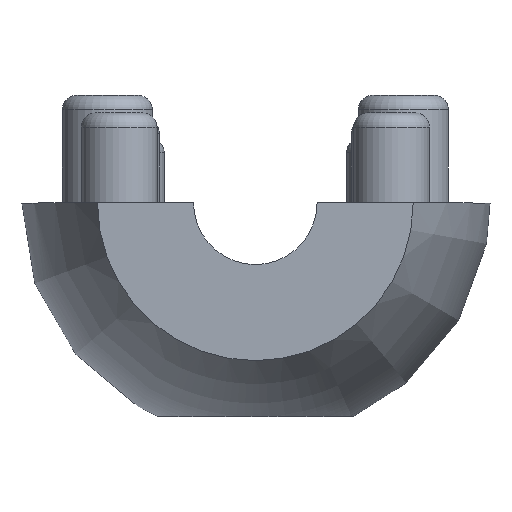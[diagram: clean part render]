
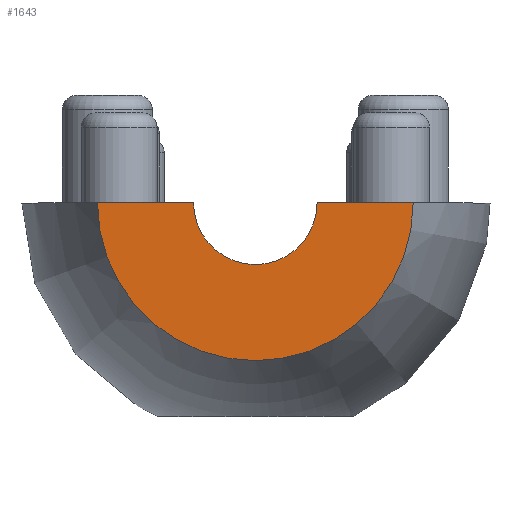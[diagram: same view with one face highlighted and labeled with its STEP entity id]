
A CAD part, top view. The second image highlights one B-rep face of the part: STEP entity #1643.
In plain terms, the highlighted planar face has unit normal (0, 0, 1).
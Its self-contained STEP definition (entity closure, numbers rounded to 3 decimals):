
#43 = PLANE('',#44);
#44 = AXIS2_PLACEMENT_3D('',#45,#46,#47);
#45 = CARTESIAN_POINT('',(0.,0.,0.));
#46 = DIRECTION('',(0.,-1.,0.));
#47 = DIRECTION('',(1.,0.,0.));
#71 = SURFACE_OF_REVOLUTION('',#72,#80);
#72 = B_SPLINE_CURVE_WITH_KNOTS('',3,(#73,#74,#75,#76,#77,#78,#79),
  .UNSPECIFIED.,.F.,.F.,(4,1,1,1,4),(0.,0.052,
    12.323,34.873,49.648),.UNSPECIFIED.);
#73 = CARTESIAN_POINT('',(6.31,0.,0.));
#74 = CARTESIAN_POINT('',(6.327,0.,0.004));
#75 = CARTESIAN_POINT('',(10.316,0.,0.998));
#76 = CARTESIAN_POINT('',(-1.648,0.,18.279));
#77 = CARTESIAN_POINT('',(11.977,0.,30.974));
#78 = CARTESIAN_POINT('',(9.593,0.,43.776));
#79 = CARTESIAN_POINT('',(6.665,0.,48.65));
#80 = AXIS1_PLACEMENT('',#81,#82);
#81 = CARTESIAN_POINT('',(0.,0.,0.));
#82 = DIRECTION('',(0.,0.,1.));
#105 = PLANE('',#106);
#106 = AXIS2_PLACEMENT_3D('',#107,#108,#109);
#107 = CARTESIAN_POINT('',(0.,0.,0.));
#108 = DIRECTION('',(0.,-1.,0.));
#109 = DIRECTION('',(1.,0.,0.));
#131 = CYLINDRICAL_SURFACE('',#132,2.61);
#132 = AXIS2_PLACEMENT_3D('',#133,#134,#135);
#133 = CARTESIAN_POINT('',(0.,0.,0.));
#134 = DIRECTION('',(-0.,-0.,-1.));
#135 = DIRECTION('',(1.,0.,0.));
#148 = VERTEX_POINT('',#149);
#149 = CARTESIAN_POINT('',(-2.61,0.,48.65));
#168 = EDGE_CURVE('',#169,#148,#171,.T.);
#169 = VERTEX_POINT('',#170);
#170 = CARTESIAN_POINT('',(-6.665,0.,48.65));
#171 = SURFACE_CURVE('',#172,(#176,#182),.PCURVE_S1.);
#172 = LINE('',#173,#174);
#173 = CARTESIAN_POINT('',(0.,0.,48.65));
#174 = VECTOR('',#175,1.);
#175 = DIRECTION('',(1.,0.,-0.));
#176 = PCURVE('',#43,#177);
#177 = DEFINITIONAL_REPRESENTATION('',(#178),#181);
#178 = B_SPLINE_CURVE_WITH_KNOTS('',1,(#179,#180),.UNSPECIFIED.,.F.,.F.,
  (2,2),(-6.665,6.665),.PIECEWISE_BEZIER_KNOTS.);
#179 = CARTESIAN_POINT('',(-6.665,48.65));
#180 = CARTESIAN_POINT('',(6.665,48.65));
#181 = ( GEOMETRIC_REPRESENTATION_CONTEXT(2) 
PARAMETRIC_REPRESENTATION_CONTEXT() REPRESENTATION_CONTEXT('2D SPACE',''
  ) );
#182 = PCURVE('',#183,#188);
#183 = PLANE('',#184);
#184 = AXIS2_PLACEMENT_3D('',#185,#186,#187);
#185 = CARTESIAN_POINT('',(0.,0.,48.65));
#186 = DIRECTION('',(0.,0.,1.));
#187 = DIRECTION('',(1.,0.,-0.));
#188 = DEFINITIONAL_REPRESENTATION('',(#189),#192);
#189 = B_SPLINE_CURVE_WITH_KNOTS('',1,(#190,#191),.UNSPECIFIED.,.F.,.F.,
  (2,2),(-6.665,6.665),.PIECEWISE_BEZIER_KNOTS.);
#190 = CARTESIAN_POINT('',(-6.665,0.));
#191 = CARTESIAN_POINT('',(6.665,0.));
#192 = ( GEOMETRIC_REPRESENTATION_CONTEXT(2) 
PARAMETRIC_REPRESENTATION_CONTEXT() REPRESENTATION_CONTEXT('2D SPACE',''
  ) );
#781 = VERTEX_POINT('',#782);
#782 = CARTESIAN_POINT('',(2.61,0.,48.65));
#805 = EDGE_CURVE('',#148,#781,#806,.T.);
#806 = SURFACE_CURVE('',#807,(#812,#819),.PCURVE_S1.);
#807 = CIRCLE('',#808,2.61);
#808 = AXIS2_PLACEMENT_3D('',#809,#810,#811);
#809 = CARTESIAN_POINT('',(0.,0.,48.65));
#810 = DIRECTION('',(0.,0.,1.));
#811 = DIRECTION('',(1.,0.,0.));
#812 = PCURVE('',#131,#813);
#813 = DEFINITIONAL_REPRESENTATION('',(#814),#818);
#814 = LINE('',#815,#816);
#815 = CARTESIAN_POINT('',(-0.,-48.65));
#816 = VECTOR('',#817,1.);
#817 = DIRECTION('',(-1.,0.));
#818 = ( GEOMETRIC_REPRESENTATION_CONTEXT(2) 
PARAMETRIC_REPRESENTATION_CONTEXT() REPRESENTATION_CONTEXT('2D SPACE',''
  ) );
#819 = PCURVE('',#183,#820);
#820 = DEFINITIONAL_REPRESENTATION('',(#821),#825);
#821 = CIRCLE('',#822,2.61);
#822 = AXIS2_PLACEMENT_2D('',#823,#824);
#823 = CARTESIAN_POINT('',(0.,0.));
#824 = DIRECTION('',(1.,0.));
#825 = ( GEOMETRIC_REPRESENTATION_CONTEXT(2) 
PARAMETRIC_REPRESENTATION_CONTEXT() REPRESENTATION_CONTEXT('2D SPACE',''
  ) );
#833 = VERTEX_POINT('',#834);
#834 = CARTESIAN_POINT('',(6.665,0.,48.65));
#863 = EDGE_CURVE('',#781,#833,#864,.T.);
#864 = SURFACE_CURVE('',#865,(#869,#875),.PCURVE_S1.);
#865 = LINE('',#866,#867);
#866 = CARTESIAN_POINT('',(0.,0.,48.65));
#867 = VECTOR('',#868,1.);
#868 = DIRECTION('',(1.,0.,-0.));
#869 = PCURVE('',#105,#870);
#870 = DEFINITIONAL_REPRESENTATION('',(#871),#874);
#871 = B_SPLINE_CURVE_WITH_KNOTS('',1,(#872,#873),.UNSPECIFIED.,.F.,.F.,
  (2,2),(-6.665,6.665),.PIECEWISE_BEZIER_KNOTS.);
#872 = CARTESIAN_POINT('',(-6.665,48.65));
#873 = CARTESIAN_POINT('',(6.665,48.65));
#874 = ( GEOMETRIC_REPRESENTATION_CONTEXT(2) 
PARAMETRIC_REPRESENTATION_CONTEXT() REPRESENTATION_CONTEXT('2D SPACE',''
  ) );
#875 = PCURVE('',#183,#876);
#876 = DEFINITIONAL_REPRESENTATION('',(#877),#880);
#877 = B_SPLINE_CURVE_WITH_KNOTS('',1,(#878,#879),.UNSPECIFIED.,.F.,.F.,
  (2,2),(-6.665,6.665),.PIECEWISE_BEZIER_KNOTS.);
#878 = CARTESIAN_POINT('',(-6.665,0.));
#879 = CARTESIAN_POINT('',(6.665,0.));
#880 = ( GEOMETRIC_REPRESENTATION_CONTEXT(2) 
PARAMETRIC_REPRESENTATION_CONTEXT() REPRESENTATION_CONTEXT('2D SPACE',''
  ) );
#1027 = EDGE_CURVE('',#169,#833,#1028,.T.);
#1028 = SURFACE_CURVE('',#1029,(#1034,#1041),.PCURVE_S1.);
#1029 = CIRCLE('',#1030,6.665);
#1030 = AXIS2_PLACEMENT_3D('',#1031,#1032,#1033);
#1031 = CARTESIAN_POINT('',(0.,0.,48.65));
#1032 = DIRECTION('',(0.,0.,1.));
#1033 = DIRECTION('',(1.,0.,-0.));
#1034 = PCURVE('',#71,#1035);
#1035 = DEFINITIONAL_REPRESENTATION('',(#1036),#1040);
#1036 = LINE('',#1037,#1038);
#1037 = CARTESIAN_POINT('',(0.,49.648));
#1038 = VECTOR('',#1039,1.);
#1039 = DIRECTION('',(1.,0.));
#1040 = ( GEOMETRIC_REPRESENTATION_CONTEXT(2) 
PARAMETRIC_REPRESENTATION_CONTEXT() REPRESENTATION_CONTEXT('2D SPACE',''
  ) );
#1041 = PCURVE('',#183,#1042);
#1042 = DEFINITIONAL_REPRESENTATION('',(#1043),#1047);
#1043 = CIRCLE('',#1044,6.665);
#1044 = AXIS2_PLACEMENT_2D('',#1045,#1046);
#1045 = CARTESIAN_POINT('',(0.,0.));
#1046 = DIRECTION('',(1.,0.));
#1047 = ( GEOMETRIC_REPRESENTATION_CONTEXT(2) 
PARAMETRIC_REPRESENTATION_CONTEXT() REPRESENTATION_CONTEXT('2D SPACE',''
  ) );
#1643 = ADVANCED_FACE('',(#1644),#183,.T.);
#1644 = FACE_BOUND('',#1645,.T.);
#1645 = EDGE_LOOP('',(#1646,#1647,#1648,#1649));
#1646 = ORIENTED_EDGE('',*,*,#168,.F.);
#1647 = ORIENTED_EDGE('',*,*,#1027,.T.);
#1648 = ORIENTED_EDGE('',*,*,#863,.F.);
#1649 = ORIENTED_EDGE('',*,*,#805,.F.);
